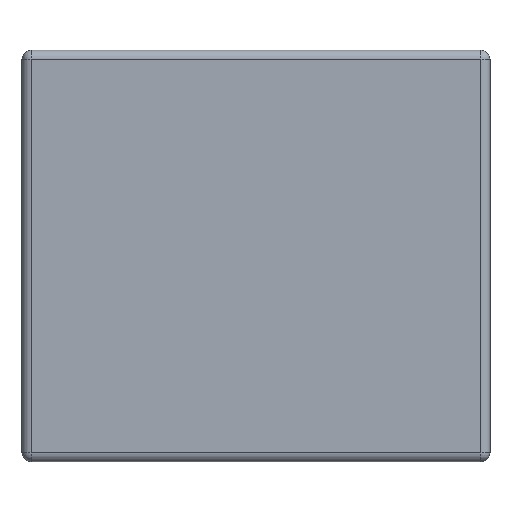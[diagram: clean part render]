
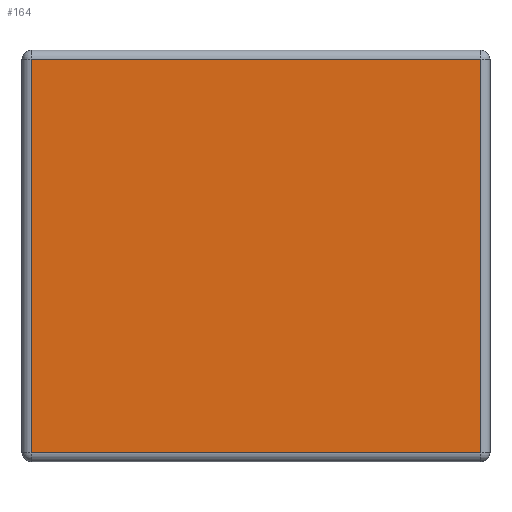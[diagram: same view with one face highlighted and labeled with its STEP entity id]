
A CAD part, left-side view. The second image highlights one B-rep face of the part: STEP entity #164.
In plain terms, the highlighted planar face has unit normal (-1, 0, 0).
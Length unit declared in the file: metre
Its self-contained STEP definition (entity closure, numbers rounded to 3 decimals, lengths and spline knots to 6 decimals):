
#164 = ADVANCED_FACE( '', ( #323 ), #324, .F. );
#323 = FACE_OUTER_BOUND( '', #478, .T. );
#324 = PLANE( '', #479 );
#478 = EDGE_LOOP( '', ( #836, #837, #838, #839 ) );
#479 = AXIS2_PLACEMENT_3D( '', #840, #841, #842 );
#836 = ORIENTED_EDGE( '', *, *, #985, .T. );
#837 = ORIENTED_EDGE( '', *, *, #894, .T. );
#838 = ORIENTED_EDGE( '', *, *, #1003, .T. );
#839 = ORIENTED_EDGE( '', *, *, #992, .T. );
#840 = CARTESIAN_POINT( '', ( -0.0016, -0.00125, 0.0011 ) );
#841 = DIRECTION( '', ( 1., 0., 0. ) );
#842 = DIRECTION( '', ( 0., 0., -1. ) );
#894 = EDGE_CURVE( '', #1051, #1056, #1058, .T. );
#985 = EDGE_CURVE( '', #1181, #1051, #1183, .T. );
#992 = EDGE_CURVE( '', #1155, #1181, #1190, .F. );
#1003 = EDGE_CURVE( '', #1056, #1155, #1201, .F. );
#1051 = VERTEX_POINT( '', #1263 );
#1056 = VERTEX_POINT( '', #1269 );
#1058 = LINE( '', #1271, #1272 );
#1155 = VERTEX_POINT( '', #1399 );
#1181 = VERTEX_POINT( '', #1430 );
#1183 = LINE( '', #1432, #1433 );
#1190 = LINE( '', #1441, #1442 );
#1201 = LINE( '', #1453, #1454 );
#1263 = CARTESIAN_POINT( '', ( -0.0016, 0.0012, 0.00215 ) );
#1269 = CARTESIAN_POINT( '', ( -0.0016, 0.0012, 0.00005 ) );
#1271 = CARTESIAN_POINT( '', ( -0.0016, 0.0012, 0.0011 ) );
#1272 = VECTOR( '', #1496, 1. );
#1399 = CARTESIAN_POINT( '', ( -0.0016, -0.0012, 0.00005 ) );
#1430 = CARTESIAN_POINT( '', ( -0.0016, -0.0012, 0.00215 ) );
#1432 = CARTESIAN_POINT( '', ( -0.0016, -0.00125, 0.00215 ) );
#1433 = VECTOR( '', #1616, 1. );
#1441 = CARTESIAN_POINT( '', ( -0.0016, -0.0012, 0.0022 ) );
#1442 = VECTOR( '', #1624, 1. );
#1453 = CARTESIAN_POINT( '', ( -0.0016, -0.00125, 0.00005 ) );
#1454 = VECTOR( '', #1634, 1. );
#1496 = DIRECTION( '', ( 0., 0., -1. ) );
#1616 = DIRECTION( '', ( 0., 1., 0. ) );
#1624 = DIRECTION( '', ( 0., 0., -1. ) );
#1634 = DIRECTION( '', ( 0., 1., 0. ) );
